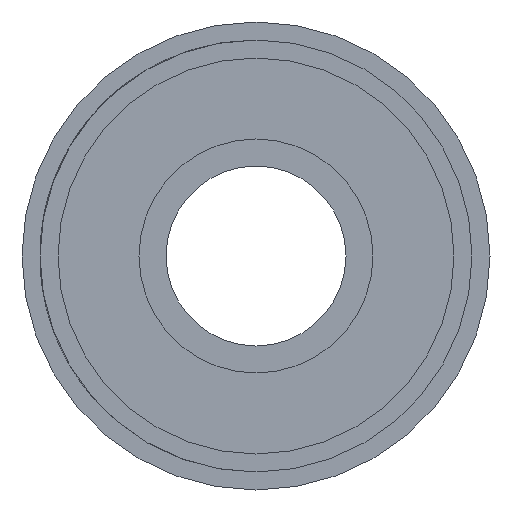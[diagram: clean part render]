
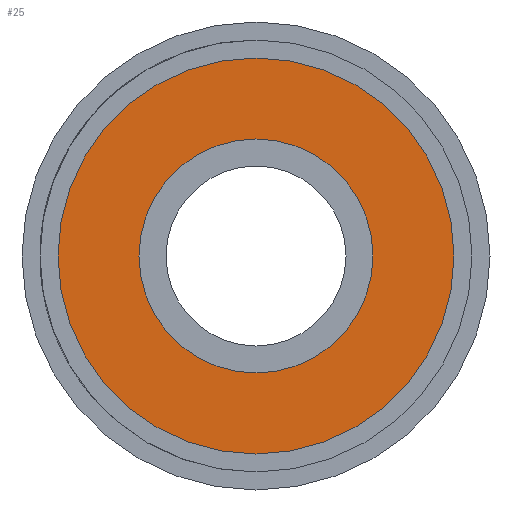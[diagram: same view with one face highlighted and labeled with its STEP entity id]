
A CAD part, left-side view. The second image highlights one B-rep face of the part: STEP entity #25.
In plain terms, the highlighted planar face has unit normal (-1, 0, 0).
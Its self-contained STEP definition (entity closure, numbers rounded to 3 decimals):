
#25 = ADVANCED_FACE ( 'NONE', ( #2821, #7776 ), #7734, .F. ) ;
#477 = AXIS2_PLACEMENT_3D ( 'NONE', #2085, #4932, #4885 ) ;
#812 = DIRECTION ( 'NONE',  ( 0., 0., -1. ) ) ;
#839 = DIRECTION ( 'NONE',  ( 0., 0., 1. ) ) ;
#1342 = CIRCLE ( 'NONE', #477, 6.5 ) ;
#1593 = ORIENTED_EDGE ( 'NONE', *, *, #2421, .F. ) ;
#1884 = DIRECTION ( 'NONE',  ( -1., 0., 0. ) ) ;
#2085 = CARTESIAN_POINT ( 'NONE',  ( 0., 0., 0. ) ) ;
#2122 = CARTESIAN_POINT ( 'NONE',  ( 0., 0., -11. ) ) ;
#2360 = CARTESIAN_POINT ( 'NONE',  ( 0., 0., 0. ) ) ;
#2421 = EDGE_CURVE ( 'NONE', #4391, #5532, #1342, .T. ) ;
#2455 = EDGE_CURVE ( 'NONE', #2460, #7105, #5882, .T. ) ;
#2460 = VERTEX_POINT ( 'NONE', #4330 ) ;
#2780 = AXIS2_PLACEMENT_3D ( 'NONE', #7688, #3508, #812 ) ;
#2821 = FACE_BOUND ( 'NONE', #7142, .T. ) ;
#3508 = DIRECTION ( 'NONE',  ( 1., 0., 0. ) ) ;
#3592 = DIRECTION ( 'NONE',  ( 0., 0., 1. ) ) ;
#3824 = AXIS2_PLACEMENT_3D ( 'NONE', #2360, #5846, #3592 ) ;
#4099 = CARTESIAN_POINT ( 'NONE',  ( 0., 0., -6.5 ) ) ;
#4330 = CARTESIAN_POINT ( 'NONE',  ( 0., 0., 11. ) ) ;
#4391 = VERTEX_POINT ( 'NONE', #8527 ) ;
#4736 = AXIS2_PLACEMENT_3D ( 'NONE', #8125, #1884, #8756 ) ;
#4885 = DIRECTION ( 'NONE',  ( 0., 0., 1. ) ) ;
#4895 = AXIS2_PLACEMENT_3D ( 'NONE', #7851, #5096, #839 ) ;
#4932 = DIRECTION ( 'NONE',  ( -1., 0., 0. ) ) ;
#5096 = DIRECTION ( 'NONE',  ( -1., 0., 0. ) ) ;
#5323 = CIRCLE ( 'NONE', #4736, 6.5 ) ;
#5532 = VERTEX_POINT ( 'NONE', #4099 ) ;
#5846 = DIRECTION ( 'NONE',  ( -1., 0., 0. ) ) ;
#5882 = CIRCLE ( 'NONE', #3824, 11. ) ;
#6604 = EDGE_LOOP ( 'NONE', ( #8468, #8703 ) ) ;
#7025 = ORIENTED_EDGE ( 'NONE', *, *, #7889, .F. ) ;
#7105 = VERTEX_POINT ( 'NONE', #2122 ) ;
#7142 = EDGE_LOOP ( 'NONE', ( #1593, #7025 ) ) ;
#7688 = CARTESIAN_POINT ( 'NONE',  ( 0., 0., 0. ) ) ;
#7734 = PLANE ( 'NONE',  #2780 ) ;
#7776 = FACE_OUTER_BOUND ( 'NONE', #6604, .T. ) ;
#7851 = CARTESIAN_POINT ( 'NONE',  ( 0., 0., 0. ) ) ;
#7889 = EDGE_CURVE ( 'NONE', #5532, #4391, #5323, .T. ) ;
#8125 = CARTESIAN_POINT ( 'NONE',  ( 0., 0., 0. ) ) ;
#8406 = CIRCLE ( 'NONE', #4895, 11. ) ;
#8468 = ORIENTED_EDGE ( 'NONE', *, *, #2455, .T. ) ;
#8527 = CARTESIAN_POINT ( 'NONE',  ( 0., 0., 6.5 ) ) ;
#8703 = ORIENTED_EDGE ( 'NONE', *, *, #8861, .T. ) ;
#8756 = DIRECTION ( 'NONE',  ( 0., 0., 1. ) ) ;
#8861 = EDGE_CURVE ( 'NONE', #7105, #2460, #8406, .T. ) ;
